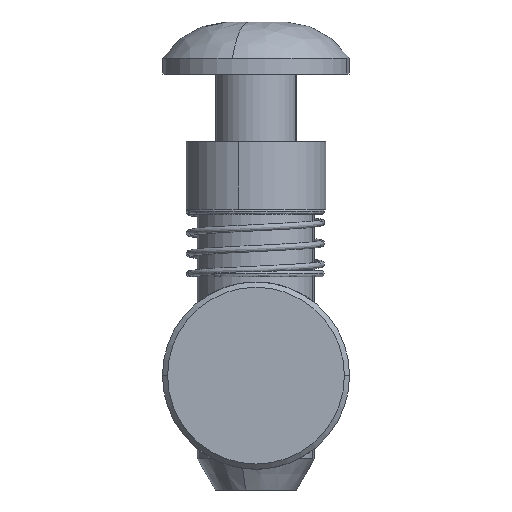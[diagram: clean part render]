
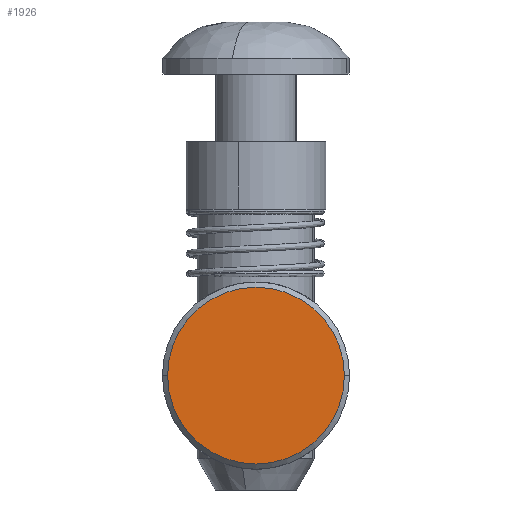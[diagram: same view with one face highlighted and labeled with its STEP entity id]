
A CAD part, front view. The second image highlights one B-rep face of the part: STEP entity #1926.
In plain terms, the highlighted face is planar.
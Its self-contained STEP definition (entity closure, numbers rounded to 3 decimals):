
#9 = EDGE_CURVE ( 'NONE', #1960, #2959, #2029, .T. ) ;
#48 = EDGE_CURVE ( 'NONE', #2959, #1960, #2033, .T. ) ;
#373 = AXIS2_PLACEMENT_3D ( 'NONE', #3236, #3237, #3238 ) ;
#386 = AXIS2_PLACEMENT_3D ( 'NONE', #2647, #2648, #2649 ) ;
#741 = AXIS2_PLACEMENT_3D ( 'NONE', #1476, #1477, #1478 ) ;
#1475 = PLANE ( 'NONE',  #741 ) ;
#1476 = CARTESIAN_POINT ( 'NONE',  ( -8.602, -8.602, 0. ) ) ;
#1477 = DIRECTION ( 'NONE',  ( 0., 0., 1. ) ) ;
#1478 = DIRECTION ( 'NONE',  ( 1., 0., 0. ) ) ;
#1557 = CARTESIAN_POINT ( 'NONE',  ( 8.5, 0., 0. ) ) ;
#1764 = CARTESIAN_POINT ( 'NONE',  ( -8.5, 0., 0. ) ) ;
#1926 = ADVANCED_FACE ( 'NONE', ( #2275 ), #1475, .T. ) ;
#1960 = VERTEX_POINT ( 'NONE', #1557 ) ;
#2029 = CIRCLE ( 'NONE', #373, 8.5 ) ;
#2033 = CIRCLE ( 'NONE', #386, 8.5 ) ;
#2058 = EDGE_LOOP ( 'NONE', ( #2787, #2788 ) ) ;
#2275 = FACE_OUTER_BOUND ( 'NONE', #2058, .T. ) ;
#2647 = CARTESIAN_POINT ( 'NONE',  ( 0., 0., 0. ) ) ;
#2648 = DIRECTION ( 'NONE',  ( 0., 0., 1. ) ) ;
#2649 = DIRECTION ( 'NONE',  ( -1., 0., 0. ) ) ;
#2787 = ORIENTED_EDGE ( 'NONE', *, *, #48, .T. ) ;
#2788 = ORIENTED_EDGE ( 'NONE', *, *, #9, .T. ) ;
#2959 = VERTEX_POINT ( 'NONE', #1764 ) ;
#3236 = CARTESIAN_POINT ( 'NONE',  ( 0., 0., 0. ) ) ;
#3237 = DIRECTION ( 'NONE',  ( 0., 0., 1. ) ) ;
#3238 = DIRECTION ( 'NONE',  ( -1., 0., 0. ) ) ;
